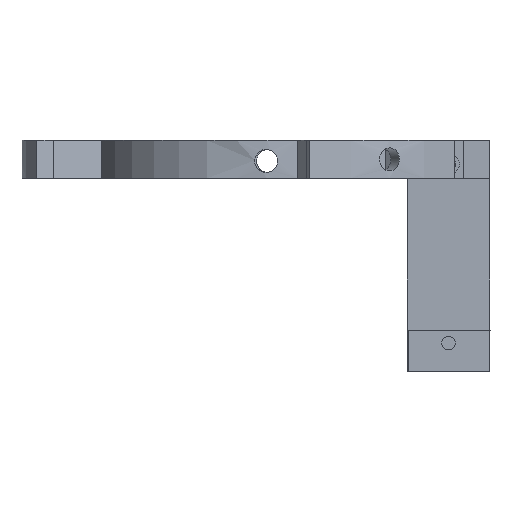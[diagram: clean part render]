
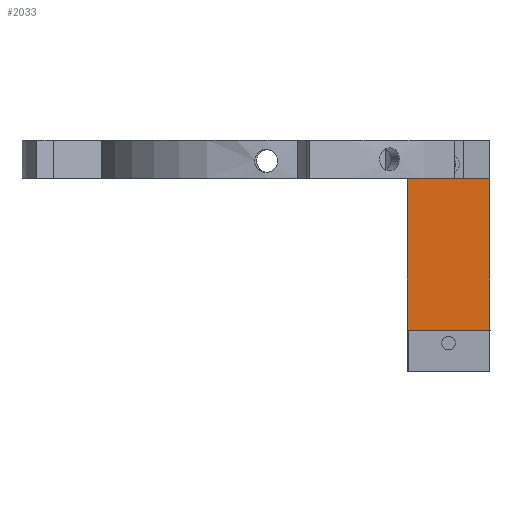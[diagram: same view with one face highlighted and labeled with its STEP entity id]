
A CAD part, left-side view. The second image highlights one B-rep face of the part: STEP entity #2033.
In plain terms, the highlighted face is planar.
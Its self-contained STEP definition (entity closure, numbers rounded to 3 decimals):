
#216=FACE_OUTER_BOUND('',#334,.T.);
#334=EDGE_LOOP('',(#1466,#1467,#1468,#1469,#1470));
#461=LINE('',#3045,#672);
#489=LINE('',#3117,#700);
#494=LINE('',#3126,#705);
#496=LINE('',#3130,#707);
#497=LINE('',#3131,#708);
#672=VECTOR('',#2439,10.);
#700=VECTOR('',#2503,10.);
#705=VECTOR('',#2510,10.);
#707=VECTOR('',#2514,10.);
#708=VECTOR('',#2515,10.);
#878=VERTEX_POINT('',#3042);
#879=VERTEX_POINT('',#3044);
#905=VERTEX_POINT('',#3116);
#908=VERTEX_POINT('',#3125);
#909=VERTEX_POINT('',#3129);
#1085=EDGE_CURVE('',#879,#878,#461,.T.);
#1120=EDGE_CURVE('',#879,#905,#489,.T.);
#1125=EDGE_CURVE('',#905,#908,#494,.T.);
#1127=EDGE_CURVE('',#909,#878,#496,.T.);
#1128=EDGE_CURVE('',#909,#908,#497,.T.);
#1466=ORIENTED_EDGE('',*,*,#1085,.T.);
#1467=ORIENTED_EDGE('',*,*,#1127,.F.);
#1468=ORIENTED_EDGE('',*,*,#1128,.T.);
#1469=ORIENTED_EDGE('',*,*,#1125,.F.);
#1470=ORIENTED_EDGE('',*,*,#1120,.F.);
#1955=PLANE('',#2211);
#2033=ADVANCED_FACE('',(#216),#1955,.F.);
#2211=AXIS2_PLACEMENT_3D('',#3128,#2512,#2513);
#2439=DIRECTION('',(1.,0.,0.));
#2503=DIRECTION('',(-1.,0.,0.));
#2510=DIRECTION('',(0.,0.,1.));
#2512=DIRECTION('center_axis',(0.,1.,0.));
#2513=DIRECTION('ref_axis',(1.,0.,0.));
#2514=DIRECTION('',(0.,0.,-1.));
#2515=DIRECTION('',(-1.,0.,0.));
#3042=CARTESIAN_POINT('',(22.51,19.696,-64.389));
#3044=CARTESIAN_POINT('',(10.013,19.696,-64.389));
#3045=CARTESIAN_POINT('',(11.352,19.696,-64.389));
#3116=CARTESIAN_POINT('',(9.883,19.696,-64.389));
#3117=CARTESIAN_POINT('',(13.236,19.696,-64.389));
#3125=CARTESIAN_POINT('',(9.883,19.696,-41.148));
#3126=CARTESIAN_POINT('',(9.883,19.696,-35.306));
#3128=CARTESIAN_POINT('Origin',(9.467,19.696,-35.306));
#3129=CARTESIAN_POINT('',(22.51,19.696,-41.148));
#3130=CARTESIAN_POINT('',(22.51,19.696,-47.371));
#3131=CARTESIAN_POINT('',(13.236,19.696,-41.148));
